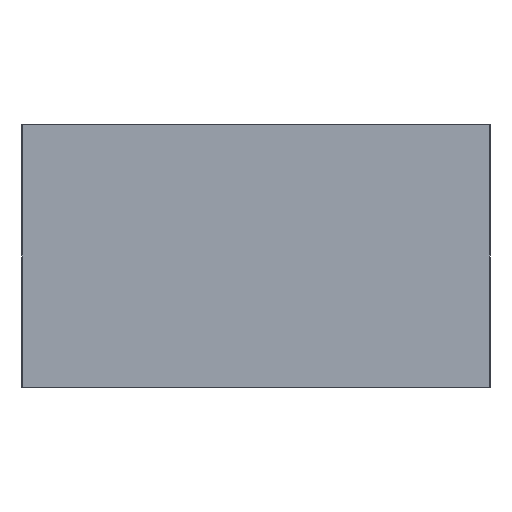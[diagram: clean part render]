
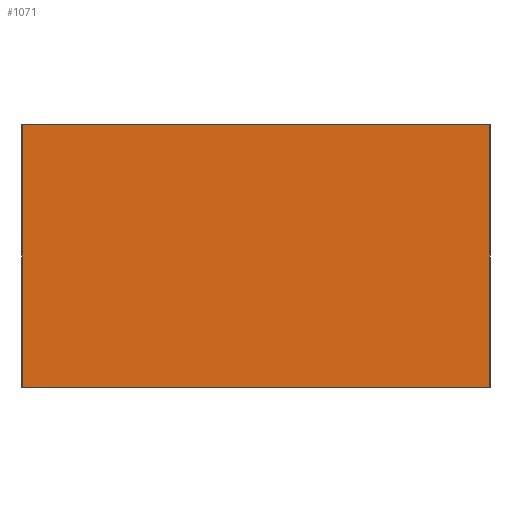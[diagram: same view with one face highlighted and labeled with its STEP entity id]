
A CAD part, left-side view. The second image highlights one B-rep face of the part: STEP entity #1071.
In plain terms, the highlighted planar face has unit normal (-1, 0, 0).
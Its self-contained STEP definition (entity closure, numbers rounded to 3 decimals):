
#218 = VERTEX_POINT('',#219);
#219 = CARTESIAN_POINT('',(-1.,-0.625,0.7));
#227 = EDGE_CURVE('',#218,#228,#230,.T.);
#228 = VERTEX_POINT('',#229);
#229 = CARTESIAN_POINT('',(-1.,0.625,0.7));
#230 = LINE('',#231,#232);
#231 = CARTESIAN_POINT('',(-1.,-0.625,0.7));
#232 = VECTOR('',#233,1.);
#233 = DIRECTION('',(0.,1.,0.));
#613 = VERTEX_POINT('',#614);
#614 = CARTESIAN_POINT('',(-1.,-0.625,0.));
#622 = EDGE_CURVE('',#613,#623,#625,.T.);
#623 = VERTEX_POINT('',#624);
#624 = CARTESIAN_POINT('',(-1.,0.625,0.));
#625 = LINE('',#626,#627);
#626 = CARTESIAN_POINT('',(-1.,-0.625,0.));
#627 = VECTOR('',#628,1.);
#628 = DIRECTION('',(0.,1.,0.));
#847 = EDGE_CURVE('',#613,#218,#848,.T.);
#848 = LINE('',#849,#850);
#849 = CARTESIAN_POINT('',(-1.,-0.625,0.));
#850 = VECTOR('',#851,1.);
#851 = DIRECTION('',(0.,0.,1.));
#1053 = EDGE_CURVE('',#623,#228,#1054,.T.);
#1054 = LINE('',#1055,#1056);
#1055 = CARTESIAN_POINT('',(-1.,0.625,0.));
#1056 = VECTOR('',#1057,1.);
#1057 = DIRECTION('',(0.,0.,1.));
#1071 = ADVANCED_FACE('',(#1072),#1078,.T.);
#1072 = FACE_BOUND('',#1073,.T.);
#1073 = EDGE_LOOP('',(#1074,#1075,#1076,#1077));
#1074 = ORIENTED_EDGE('',*,*,#847,.T.);
#1075 = ORIENTED_EDGE('',*,*,#227,.T.);
#1076 = ORIENTED_EDGE('',*,*,#1053,.F.);
#1077 = ORIENTED_EDGE('',*,*,#622,.F.);
#1078 = PLANE('',#1079);
#1079 = AXIS2_PLACEMENT_3D('',#1080,#1081,#1082);
#1080 = CARTESIAN_POINT('',(-1.,-0.625,0.));
#1081 = DIRECTION('',(-1.,0.,0.));
#1082 = DIRECTION('',(0.,1.,0.));
